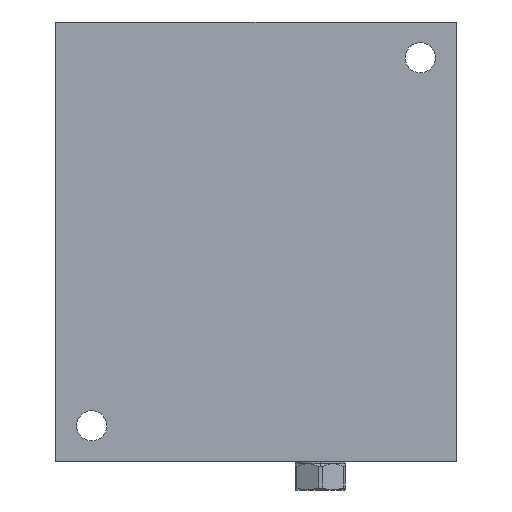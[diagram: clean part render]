
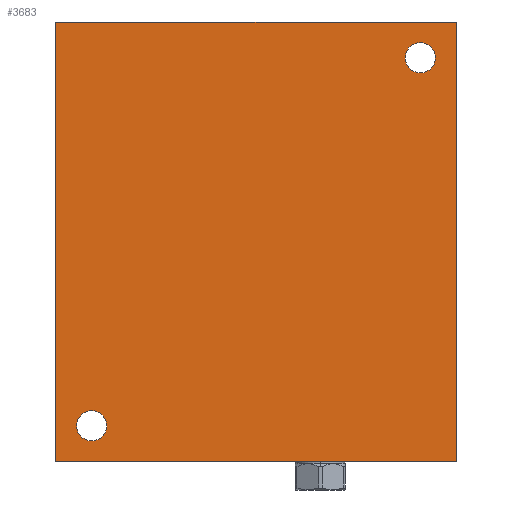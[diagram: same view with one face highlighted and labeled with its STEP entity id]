
A CAD part, left-side view. The second image highlights one B-rep face of the part: STEP entity #3683.
In plain terms, the highlighted planar face has unit normal (-1, 0, 0).
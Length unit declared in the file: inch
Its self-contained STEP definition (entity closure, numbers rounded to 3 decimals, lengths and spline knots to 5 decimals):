
#1=DIRECTION('',(0.,-1.,0.));
#2=VECTOR('',#1,7.);
#3=CARTESIAN_POINT('',(0.,0.,0.));
#4=LINE('',#3,#2);
#47=DIRECTION('',(0.,0.,1.));
#48=VECTOR('',#47,7.687);
#49=CARTESIAN_POINT('',(0.,0.,0.));
#50=LINE('',#49,#48);
#51=CARTESIAN_POINT('',(0.,-6.375,7.062));
#52=DIRECTION('',(1.,0.,0.));
#53=DIRECTION('',(0.,0.,-1.));
#54=AXIS2_PLACEMENT_3D('',#51,#52,#53);
#56=CARTESIAN_POINT('',(0.,-6.375,7.062));
#57=DIRECTION('',(1.,0.,0.));
#58=DIRECTION('',(0.,0.,1.));
#59=AXIS2_PLACEMENT_3D('',#56,#57,#58);
#61=CARTESIAN_POINT('',(0.,-0.625,0.625));
#62=DIRECTION('',(1.,0.,0.));
#63=DIRECTION('',(0.,0.,-1.));
#64=AXIS2_PLACEMENT_3D('',#61,#62,#63);
#66=CARTESIAN_POINT('',(0.,-0.625,0.625));
#67=DIRECTION('',(1.,0.,0.));
#68=DIRECTION('',(0.,0.,1.));
#69=AXIS2_PLACEMENT_3D('',#66,#67,#68);
#139=DIRECTION('',(0.,0.,1.));
#140=VECTOR('',#139,7.687);
#141=CARTESIAN_POINT('',(0.,-7.,0.));
#142=LINE('',#141,#140);
#163=DIRECTION('',(0.,-1.,0.));
#164=VECTOR('',#163,7.);
#165=CARTESIAN_POINT('',(0.,0.,7.687));
#166=LINE('',#165,#164);
#3192=CARTESIAN_POINT('',(0.,0.,0.));
#3193=CARTESIAN_POINT('',(0.,-7.,0.));
#3194=VERTEX_POINT('',#3192);
#3195=VERTEX_POINT('',#3193);
#3200=CARTESIAN_POINT('',(0.,0.,7.687));
#3201=CARTESIAN_POINT('',(0.,-7.,7.687));
#3202=VERTEX_POINT('',#3200);
#3203=VERTEX_POINT('',#3201);
#3430=CARTESIAN_POINT('',(0.,-6.375,6.797));
#3431=CARTESIAN_POINT('',(0.,-6.375,7.327));
#3432=VERTEX_POINT('',#3430);
#3433=VERTEX_POINT('',#3431);
#3442=CARTESIAN_POINT('',(0.,-0.625,0.36));
#3443=CARTESIAN_POINT('',(0.,-0.625,0.89));
#3444=VERTEX_POINT('',#3442);
#3445=VERTEX_POINT('',#3443);
#3657=CARTESIAN_POINT('',(0.,0.,0.));
#3658=DIRECTION('',(-1.,0.,0.));
#3659=DIRECTION('',(0.,-1.,0.));
#3660=AXIS2_PLACEMENT_3D('',#3657,#3658,#3659);
#3661=PLANE('',#3660);
#3662=ORIENTED_EDGE('',*,*,#3628,.F.);
#3664=ORIENTED_EDGE('',*,*,#3663,.T.);
#3666=ORIENTED_EDGE('',*,*,#3665,.T.);
#3668=ORIENTED_EDGE('',*,*,#3667,.F.);
#3669=EDGE_LOOP('',(#3662,#3664,#3666,#3668));
#3670=FACE_OUTER_BOUND('',#3669,.F.);
#3672=ORIENTED_EDGE('',*,*,#3671,.F.);
#3674=ORIENTED_EDGE('',*,*,#3673,.F.);
#3675=EDGE_LOOP('',(#3672,#3674));
#3676=FACE_BOUND('',#3675,.F.);
#3678=ORIENTED_EDGE('',*,*,#3677,.F.);
#3680=ORIENTED_EDGE('',*,*,#3679,.F.);
#3681=EDGE_LOOP('',(#3678,#3680));
#3682=FACE_BOUND('',#3681,.F.);
#3683=ADVANCED_FACE('',(#3670,#3676,#3682),#3661,.T.);
#55=CIRCLE('',#54,0.265);
#60=CIRCLE('',#59,0.265);
#65=CIRCLE('',#64,0.265);
#70=CIRCLE('',#69,0.265);
#3628=EDGE_CURVE('',#3194,#3195,#4,.T.);
#3663=EDGE_CURVE('',#3194,#3202,#50,.T.);
#3665=EDGE_CURVE('',#3202,#3203,#166,.T.);
#3667=EDGE_CURVE('',#3195,#3203,#142,.T.);
#3671=EDGE_CURVE('',#3432,#3433,#55,.T.);
#3673=EDGE_CURVE('',#3433,#3432,#60,.T.);
#3677=EDGE_CURVE('',#3444,#3445,#65,.T.);
#3679=EDGE_CURVE('',#3445,#3444,#70,.T.);
